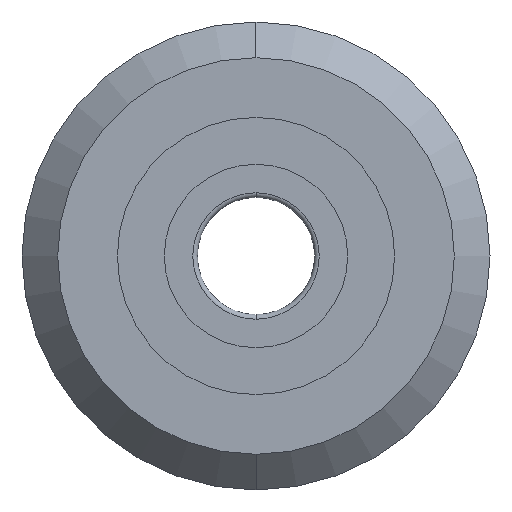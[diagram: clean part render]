
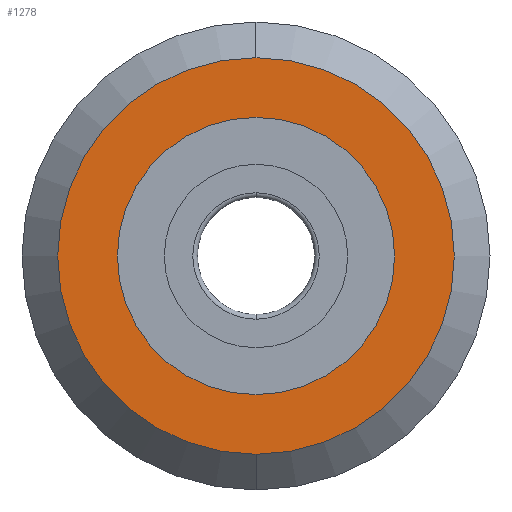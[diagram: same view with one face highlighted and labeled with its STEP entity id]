
A CAD part, left-side view. The second image highlights one B-rep face of the part: STEP entity #1278.
In plain terms, the highlighted planar face has unit normal (-1, 0, 0).
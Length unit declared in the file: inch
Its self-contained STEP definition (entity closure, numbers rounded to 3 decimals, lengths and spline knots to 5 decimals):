
#17 = ORIENTED_EDGE ( 'NONE', *, *, #862, .T. ) ;
#24 = DIRECTION ( 'NONE',  ( 1., 0., 0. ) ) ;
#142 = VERTEX_POINT ( 'NONE', #994 ) ;
#151 = DIRECTION ( 'NONE',  ( 0., 0., -1. ) ) ;
#174 = DIRECTION ( 'NONE',  ( 0., 0., -1. ) ) ;
#253 = CARTESIAN_POINT ( 'NONE',  ( -0.375, 1., -1.5748 ) ) ;
#268 = DIRECTION ( 'NONE',  ( 1., 0., 0. ) ) ;
#347 = DIRECTION ( 'NONE',  ( 0., 0., -1. ) ) ;
#359 = FACE_OUTER_BOUND ( 'NONE', #1031, .T. ) ;
#387 = CARTESIAN_POINT ( 'NONE',  ( -0.375, 1., -2.5748 ) ) ;
#437 = CIRCLE ( 'NONE', #1165, 1. ) ;
#448 = ORIENTED_EDGE ( 'NONE', *, *, #1288, .F. ) ;
#475 = AXIS2_PLACEMENT_3D ( 'NONE', #1262, #268, #539 ) ;
#478 = EDGE_LOOP ( 'NONE', ( #17, #1193 ) ) ;
#518 = ORIENTED_EDGE ( 'NONE', *, *, #672, .F. ) ;
#522 = DIRECTION ( 'NONE',  ( 0., 0., -1. ) ) ;
#539 = DIRECTION ( 'NONE',  ( 0., 0., -1. ) ) ;
#546 = AXIS2_PLACEMENT_3D ( 'NONE', #852, #24, #347 ) ;
#555 = DIRECTION ( 'NONE',  ( 1., 0., 0. ) ) ;
#629 = DIRECTION ( 'NONE',  ( 1., 0., 0. ) ) ;
#646 = DIRECTION ( 'NONE',  ( 1., 0., 0. ) ) ;
#664 = EDGE_CURVE ( 'NONE', #142, #966, #700, .T. ) ;
#672 = EDGE_CURVE ( 'NONE', #968, #1013, #1204, .T. ) ;
#681 = CARTESIAN_POINT ( 'NONE',  ( -0.375, 1., -1.5748 ) ) ;
#700 = CIRCLE ( 'NONE', #546, 0.69882 ) ;
#730 = CARTESIAN_POINT ( 'NONE',  ( -0.375, 1., -1.5748 ) ) ;
#809 = CARTESIAN_POINT ( 'NONE',  ( -0.375, 1., -0.5748 ) ) ;
#852 = CARTESIAN_POINT ( 'NONE',  ( -0.375, 1., -1.5748 ) ) ;
#862 = EDGE_CURVE ( 'NONE', #966, #142, #1168, .T. ) ;
#865 = FACE_BOUND ( 'NONE', #478, .T. ) ;
#894 = CARTESIAN_POINT ( 'NONE',  ( -0.375, 1., -2.27362 ) ) ;
#960 = AXIS2_PLACEMENT_3D ( 'NONE', #681, #555, #151 ) ;
#966 = VERTEX_POINT ( 'NONE', #894 ) ;
#968 = VERTEX_POINT ( 'NONE', #387 ) ;
#994 = CARTESIAN_POINT ( 'NONE',  ( -0.375, 1., -0.87598 ) ) ;
#1013 = VERTEX_POINT ( 'NONE', #809 ) ;
#1031 = EDGE_LOOP ( 'NONE', ( #518, #448 ) ) ;
#1068 = PLANE ( 'NONE',  #475 ) ;
#1165 = AXIS2_PLACEMENT_3D ( 'NONE', #253, #646, #174 ) ;
#1168 = CIRCLE ( 'NONE', #960, 0.69882 ) ;
#1193 = ORIENTED_EDGE ( 'NONE', *, *, #664, .T. ) ;
#1204 = CIRCLE ( 'NONE', #1234, 1. ) ;
#1234 = AXIS2_PLACEMENT_3D ( 'NONE', #730, #629, #522 ) ;
#1262 = CARTESIAN_POINT ( 'NONE',  ( -0.375, 1.69882, -1.5748 ) ) ;
#1278 = ADVANCED_FACE ( 'NONE', ( #359, #865 ), #1068, .F. ) ;
#1288 = EDGE_CURVE ( 'NONE', #1013, #968, #437, .T. ) ;
